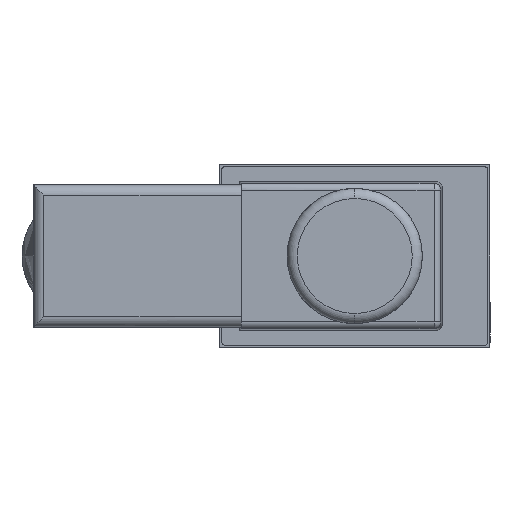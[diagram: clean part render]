
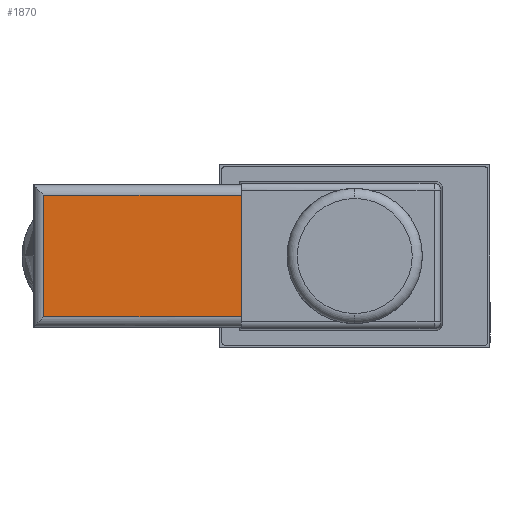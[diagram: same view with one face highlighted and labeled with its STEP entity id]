
A CAD part, left-side view. The second image highlights one B-rep face of the part: STEP entity #1870.
In plain terms, the highlighted planar face has unit normal (-1, 0, 0).
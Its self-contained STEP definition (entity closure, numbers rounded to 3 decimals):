
#123 = CARTESIAN_POINT ( 'NONE',  ( -88.2, 46., 9. ) ) ;
#176 = LINE ( 'NONE', #3730, #6767 ) ;
#223 = EDGE_CURVE ( 'NONE', #237, #4456, #176, .T. ) ;
#237 = VERTEX_POINT ( 'NONE', #3442 ) ;
#243 = CARTESIAN_POINT ( 'NONE',  ( -88.2, 16.762, -9. ) ) ;
#287 = EDGE_CURVE ( 'NONE', #1339, #237, #7981, .T. ) ;
#416 = CARTESIAN_POINT ( 'NONE',  ( -88.2, -500000., 10.5 ) ) ;
#1339 = VERTEX_POINT ( 'NONE', #123 ) ;
#1623 = VECTOR ( 'NONE', #1697, 1000. ) ;
#1697 = DIRECTION ( 'NONE',  ( 0., 1., 0. ) ) ;
#1870 = ADVANCED_FACE ( 'NONE', ( #5105 ), #7961, .T. ) ;
#2884 = ORIENTED_EDGE ( 'NONE', *, *, #4569, .F. ) ;
#2902 = DIRECTION ( 'NONE',  ( 0., -1., 0. ) ) ;
#2913 = CARTESIAN_POINT ( 'NONE',  ( -88.2, -500000., 9. ) ) ;
#3017 = DIRECTION ( 'NONE',  ( 0., 1., 0. ) ) ;
#3021 = ORIENTED_EDGE ( 'NONE', *, *, #287, .F. ) ;
#3083 = CARTESIAN_POINT ( 'NONE',  ( -88.2, 46., -9. ) ) ;
#3383 = DIRECTION ( 'NONE',  ( 0., 0., 1. ) ) ;
#3442 = CARTESIAN_POINT ( 'NONE',  ( -88.2, 16.762, 9. ) ) ;
#3537 = LINE ( 'NONE', #3643, #1623 ) ;
#3605 = DIRECTION ( 'NONE',  ( 0., 0., -1. ) ) ;
#3643 = CARTESIAN_POINT ( 'NONE',  ( -88.2, -500000., -9. ) ) ;
#3730 = CARTESIAN_POINT ( 'NONE',  ( -88.2, 16.762, 10.5 ) ) ;
#3911 = AXIS2_PLACEMENT_3D ( 'NONE', #416, #6791, #3017 ) ;
#4053 = CARTESIAN_POINT ( 'NONE',  ( -88.2, 46., 10.5 ) ) ;
#4343 = ORIENTED_EDGE ( 'NONE', *, *, #6537, .F. ) ;
#4456 = VERTEX_POINT ( 'NONE', #243 ) ;
#4569 = EDGE_CURVE ( 'NONE', #4456, #5287, #3537, .T. ) ;
#4591 = VECTOR ( 'NONE', #3383, 1000. ) ;
#5105 = FACE_OUTER_BOUND ( 'NONE', #6869, .T. ) ;
#5287 = VERTEX_POINT ( 'NONE', #3083 ) ;
#6378 = VECTOR ( 'NONE', #2902, 1000. ) ;
#6537 = EDGE_CURVE ( 'NONE', #5287, #1339, #7843, .T. ) ;
#6767 = VECTOR ( 'NONE', #3605, 1000. ) ;
#6791 = DIRECTION ( 'NONE',  ( -1., 0., 0. ) ) ;
#6869 = EDGE_LOOP ( 'NONE', ( #7543, #3021, #4343, #2884 ) ) ;
#7543 = ORIENTED_EDGE ( 'NONE', *, *, #223, .F. ) ;
#7843 = LINE ( 'NONE', #4053, #4591 ) ;
#7961 = PLANE ( 'NONE',  #3911 ) ;
#7981 = LINE ( 'NONE', #2913, #6378 ) ;
